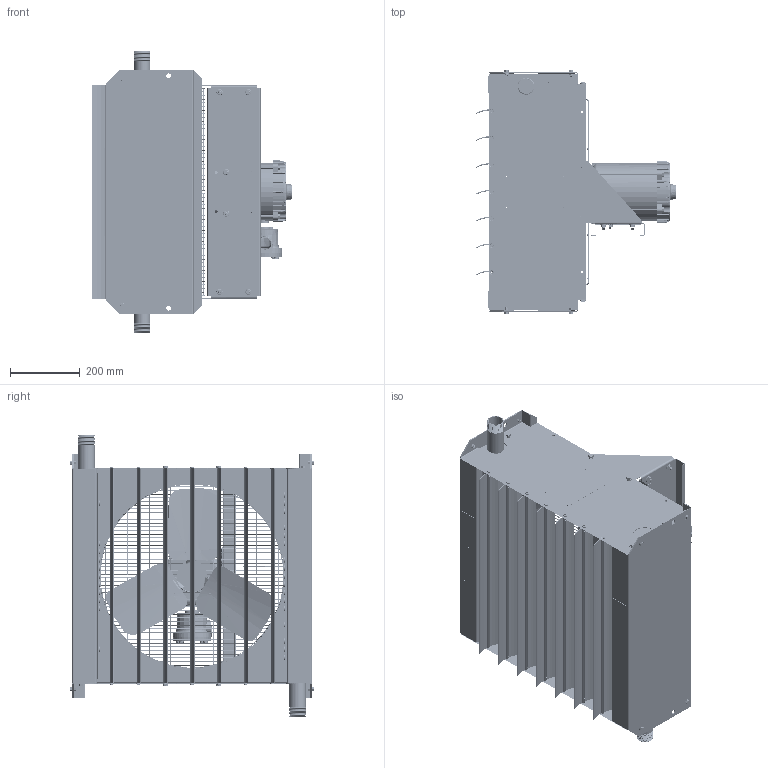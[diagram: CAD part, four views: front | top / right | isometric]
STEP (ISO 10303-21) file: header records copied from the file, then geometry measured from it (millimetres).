
FILE_DESCRIPTION (( 'STEP AP214' ), '1' );
FILE_NAME ('HHP2-20-GA.STEP', '2018-02-13T21:47:55', ( 'jose' ), ( 'Microsoft' ), 'SwSTEP 2.0', 'SolidWorks 2018', '' );
FILE_SCHEMA (( 'AUTOMOTIVE_DESIGN' ));
Length unit declared in the file: inch
Products named in the file (1): HHP2-20-GA
Bounding box: 572.61 x 698.85 x 809.62 mm (x, y, z)
Surface area: 5002335.7 mm2 (no closed solid volume)
Topology: 0 solids, 488 shells, 3401 faces, 11063 edges, 7728 vertices
Faces by surface type: cylinder 1234, plane 967, cone 595, torus 494, bspline 107, sphere 4
Entity records: 181607 total; most frequent: CARTESIAN_POINT 42982, DIRECTION 20525, ORIENTED_EDGE 16883, EDGE_CURVE 11061, AXIS2_PLACEMENT_3D 8177, VERTEX_POINT 7728, CIRCLE 4882, LINE 4171
